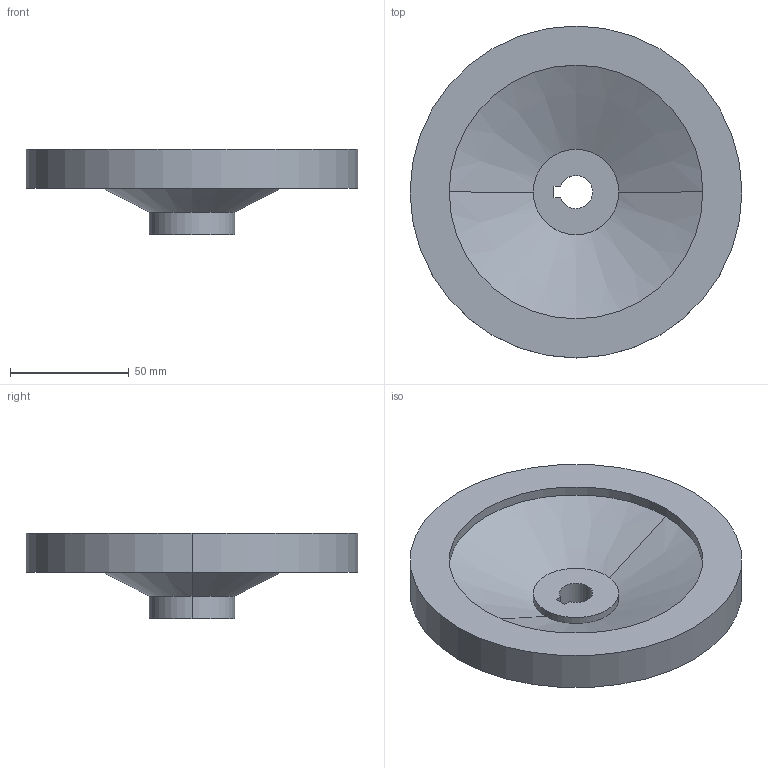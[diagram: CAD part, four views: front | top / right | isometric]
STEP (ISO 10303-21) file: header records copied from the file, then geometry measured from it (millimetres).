
FILE_DESCRIPTION(('STEP AP214'),'1');
FILE_NAME(' ',' ',('TraceParts'),('TraceParts S.A.'),'XStep 1.0',' ',' ');
FILE_SCHEMA(('automotive_design'));
Length unit declared in the file: millimetre
Products named in the file (1): 1
Bounding box: 140 x 140 x 36 mm (x, y, z)
Volume: 162052.2 mm3; surface area: 46011.5 mm2
Topology: 1 solids, 1 shells, 23 faces, 49 edges, 30 vertices
Faces by surface type: cylinder 12, plane 7, cone 4
Entity records: 1230 total; most frequent: DIRECTION 121, STYLED_ITEM 103, PRESENTATION_STYLE_ASSIGNMENT 103, CARTESIAN_POINT 103, COLOUR_RGB 103, ORIENTED_EDGE 98, EDGE_CURVE 49, CURVE_STYLE 49
